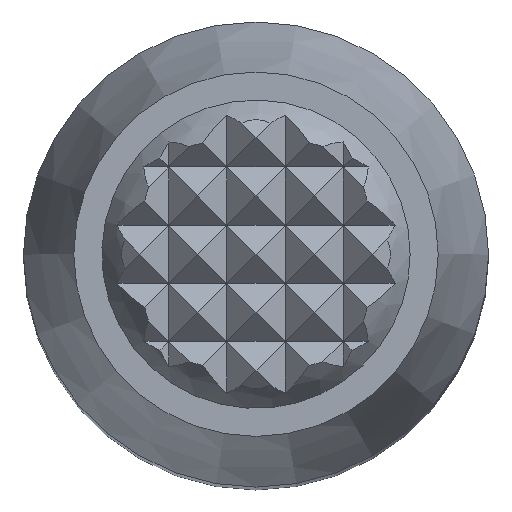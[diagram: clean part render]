
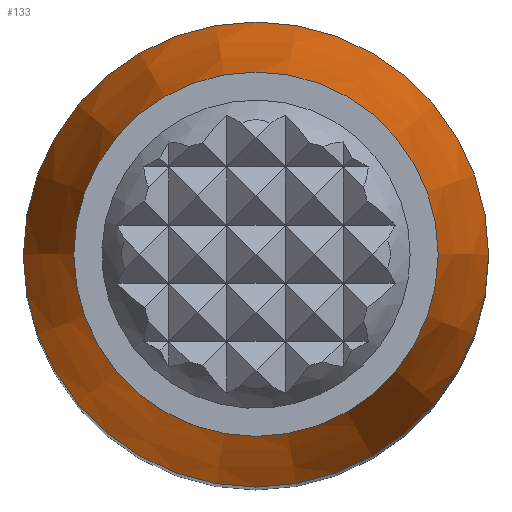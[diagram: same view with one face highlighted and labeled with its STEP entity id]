
A CAD part, top view. The second image highlights one B-rep face of the part: STEP entity #133.
In plain terms, the highlighted conical face has half-angle 14.57 degrees and reference radius 4.7 mm.
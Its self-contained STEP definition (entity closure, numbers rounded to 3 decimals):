
#133 = ADVANCED_FACE( '', ( #359, #360 ), #361, .T. );
#359 = FACE_OUTER_BOUND( '', #682, .T. );
#360 = FACE_BOUND( '', #683, .T. );
#361 = CONICAL_SURFACE( '', #684, 4.7, 0.254 );
#682 = EDGE_LOOP( '', ( #1011 ) );
#683 = EDGE_LOOP( '', ( #1012 ) );
#684 = AXIS2_PLACEMENT_3D( '', #1013, #1014, #1015 );
#1011 = ORIENTED_EDGE( '', *, *, #1797, .F. );
#1012 = ORIENTED_EDGE( '', *, *, #1798, .F. );
#1013 = CARTESIAN_POINT( '', ( 0., 0., 48.68 ) );
#1014 = DIRECTION( '', ( 0., 0., -1. ) );
#1015 = DIRECTION( '', ( -1., 0., 0. ) );
#1797 = EDGE_CURVE( '', #2101, #2101, #2102, .F. );
#1798 = EDGE_CURVE( '', #2103, #2103, #2104, .T. );
#2101 = VERTEX_POINT( '', #2498 );
#2102 = CIRCLE( '', #2499, 6. );
#2103 = VERTEX_POINT( '', #2500 );
#2104 = CIRCLE( '', #2501, 4.7 );
#2498 = CARTESIAN_POINT( '', ( 6., 0., 43.68 ) );
#2499 = AXIS2_PLACEMENT_3D( '', #3008, #3009, #3010 );
#2500 = CARTESIAN_POINT( '', ( 4.7, 0., 48.68 ) );
#2501 = AXIS2_PLACEMENT_3D( '', #3011, #3012, #3013 );
#3008 = CARTESIAN_POINT( '', ( 0., 0., 43.68 ) );
#3009 = DIRECTION( '', ( 0., 0., 1. ) );
#3010 = DIRECTION( '', ( 1., 0., 0. ) );
#3011 = CARTESIAN_POINT( '', ( 0., 0., 48.68 ) );
#3012 = DIRECTION( '', ( 0., 0., 1. ) );
#3013 = DIRECTION( '', ( 1., 0., 0. ) );
